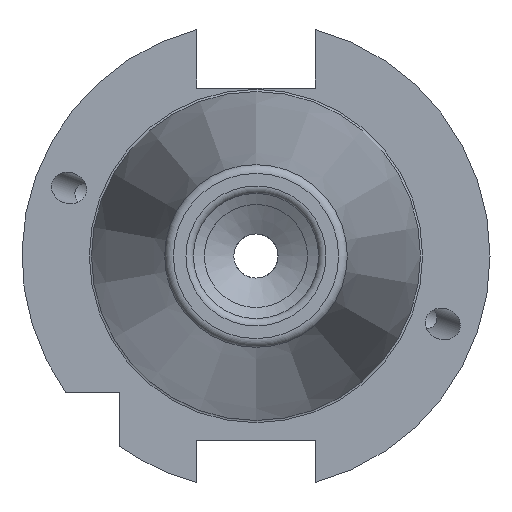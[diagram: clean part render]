
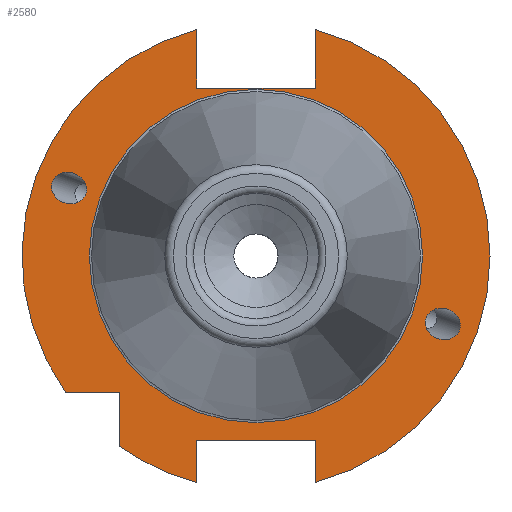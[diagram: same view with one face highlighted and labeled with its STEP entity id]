
A CAD part, left-side view. The second image highlights one B-rep face of the part: STEP entity #2580.
In plain terms, the highlighted planar face has unit normal (-1, 0, 0).
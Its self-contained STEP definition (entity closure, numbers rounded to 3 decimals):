
#714=CARTESIAN_POINT('',(3.2,-23.093,-8.405));
#715=VERTEX_POINT('',#714);
#716=CARTESIAN_POINT('',(3.2,-25.372,-9.235));
#717=DIRECTION('',(1.0,0.0,0.0));
#718=DIRECTION('',(0.0,-0.94,-0.342));
#719=AXIS2_PLACEMENT_3D('',#716,#717,#718);
#720=ELLIPSE('',#719,2.425,2.1);
#721=EDGE_CURVE('',#715,#715,#720,.T.);
#751=CARTESIAN_POINT('',(3.2,23.093,8.405));
#752=VERTEX_POINT('',#751);
#753=CARTESIAN_POINT('',(3.2,25.372,9.235));
#754=DIRECTION('',(1.0,0.0,0.0));
#755=DIRECTION('',(0.0,0.94,0.342));
#756=AXIS2_PLACEMENT_3D('',#753,#754,#755);
#757=ELLIPSE('',#756,2.425,2.1);
#758=EDGE_CURVE('',#752,#752,#757,.T.);
#1709=CARTESIAN_POINT('',(3.2,18.5,-18.5));
#1710=VERTEX_POINT('',#1709);
#1711=CARTESIAN_POINT('',(3.2,18.5,-25.834));
#1712=VERTEX_POINT('',#1711);
#1713=CARTESIAN_POINT('',(3.2,18.5,-18.5));
#1714=DIRECTION('',(0.0,0.0,-1.0));
#1715=VECTOR('',#1714,7.334);
#1716=LINE('',#1713,#1715);
#1717=EDGE_CURVE('',#1710,#1712,#1716,.T.);
#1832=CARTESIAN_POINT('',(3.2,25.834,-18.5));
#1833=VERTEX_POINT('',#1832);
#1834=CARTESIAN_POINT('',(3.2,25.834,-18.5));
#1835=DIRECTION('',(0.0,-1.0,0.0));
#1836=VECTOR('',#1835,7.334);
#1837=LINE('',#1834,#1836);
#1838=EDGE_CURVE('',#1833,#1710,#1837,.T.);
#1933=CARTESIAN_POINT('',(3.2,8.05,30.738));
#1934=VERTEX_POINT('',#1933);
#1935=CARTESIAN_POINT('',(3.2,0.0,0.));
#1936=DIRECTION('',(-1.0,0.0,0.));
#1937=DIRECTION('',(0.,0.0,1.0));
#1938=AXIS2_PLACEMENT_3D('',#1935,#1936,#1937);
#1939=CIRCLE('',#1938,31.775);
#1940=EDGE_CURVE('',#1934,#1833,#1939,.T.);
#2328=CARTESIAN_POINT('',(3.2,8.05,-25.0));
#2329=VERTEX_POINT('',#2328);
#2336=CARTESIAN_POINT('',(3.2,8.05,-30.738));
#2337=VERTEX_POINT('',#2336);
#2338=CARTESIAN_POINT('',(3.2,8.05,-30.738));
#2339=DIRECTION('',(0.0,0.0,1.0));
#2340=VECTOR('',#2339,5.738);
#2341=LINE('',#2338,#2340);
#2342=EDGE_CURVE('',#2337,#2329,#2341,.T.);
#2392=CARTESIAN_POINT('',(3.2,-8.05,-30.738));
#2393=VERTEX_POINT('',#2392);
#2400=CARTESIAN_POINT('',(3.2,-8.05,-25.0));
#2401=VERTEX_POINT('',#2400);
#2402=CARTESIAN_POINT('',(3.2,-8.05,-25.0));
#2403=DIRECTION('',(0.0,0.0,-1.0));
#2404=VECTOR('',#2403,5.738);
#2405=LINE('',#2402,#2404);
#2406=EDGE_CURVE('',#2401,#2393,#2405,.T.);
#2425=CARTESIAN_POINT('',(3.2,8.05,-25.0));
#2426=DIRECTION('',(0.0,-1.0,0.0));
#2427=VECTOR('',#2426,16.1);
#2428=LINE('',#2425,#2427);
#2429=EDGE_CURVE('',#2329,#2401,#2428,.T.);
#2512=CARTESIAN_POINT('',(3.2,0.0,27.233));
#2513=DIRECTION('',(-1.0,0.0,0.0));
#2514=DIRECTION('',(0.0,0.0,1.0));
#2515=AXIS2_PLACEMENT_3D('',#2512,#2513,#2514);
#2516=PLANE('',#2515);
#2517=ORIENTED_EDGE('',*,*,#1717,.T.);
#2518=CARTESIAN_POINT('',(3.2,0.0,0.));
#2519=DIRECTION('',(-1.0,0.0,0.));
#2520=DIRECTION('',(0.,0.0,1.0));
#2521=AXIS2_PLACEMENT_3D('',#2518,#2519,#2520);
#2522=CIRCLE('',#2521,31.775);
#2523=EDGE_CURVE('',#1712,#2337,#2522,.T.);
#2524=ORIENTED_EDGE('',*,*,#2523,.T.);
#2525=ORIENTED_EDGE('',*,*,#2342,.T.);
#2526=ORIENTED_EDGE('',*,*,#2429,.T.);
#2527=ORIENTED_EDGE('',*,*,#2406,.T.);
#2528=CARTESIAN_POINT('',(3.2,-8.05,30.738));
#2529=VERTEX_POINT('',#2528);
#2530=CARTESIAN_POINT('',(3.2,0.0,0.));
#2531=DIRECTION('',(-1.0,0.0,0.));
#2532=DIRECTION('',(0.,0.0,1.0));
#2533=AXIS2_PLACEMENT_3D('',#2530,#2531,#2532);
#2534=CIRCLE('',#2533,31.775);
#2535=EDGE_CURVE('',#2393,#2529,#2534,.T.);
#2536=ORIENTED_EDGE('',*,*,#2535,.T.);
#2537=CARTESIAN_POINT('',(3.2,-8.05,22.8));
#2538=VERTEX_POINT('',#2537);
#2539=CARTESIAN_POINT('',(3.2,-8.05,30.738));
#2540=DIRECTION('',(0.0,0.0,-1.0));
#2541=VECTOR('',#2540,7.938);
#2542=LINE('',#2539,#2541);
#2543=EDGE_CURVE('',#2529,#2538,#2542,.T.);
#2544=ORIENTED_EDGE('',*,*,#2543,.T.);
#2545=CARTESIAN_POINT('',(3.2,8.05,22.8));
#2546=VERTEX_POINT('',#2545);
#2547=CARTESIAN_POINT('',(3.2,-8.05,22.8));
#2548=DIRECTION('',(0.0,1.0,0.0));
#2549=VECTOR('',#2548,16.1);
#2550=LINE('',#2547,#2549);
#2551=EDGE_CURVE('',#2538,#2546,#2550,.T.);
#2552=ORIENTED_EDGE('',*,*,#2551,.T.);
#2553=CARTESIAN_POINT('',(3.2,8.05,22.8));
#2554=DIRECTION('',(0.0,0.0,1.0));
#2555=VECTOR('',#2554,7.938);
#2556=LINE('',#2553,#2555);
#2557=EDGE_CURVE('',#2546,#1934,#2556,.T.);
#2558=ORIENTED_EDGE('',*,*,#2557,.T.);
#2559=ORIENTED_EDGE('',*,*,#1940,.T.);
#2560=ORIENTED_EDGE('',*,*,#1838,.T.);
#2561=EDGE_LOOP('',(#2517,#2524,#2525,#2526,#2527,#2536,#2544,#2552,#2558,#2559,#2560));
#2562=FACE_OUTER_BOUND('',#2561,.T.);
#2563=ORIENTED_EDGE('',*,*,#721,.T.);
#2564=EDGE_LOOP('',(#2563));
#2565=FACE_BOUND('',#2564,.T.);
#2566=ORIENTED_EDGE('',*,*,#758,.T.);
#2567=EDGE_LOOP('',(#2566));
#2568=FACE_BOUND('',#2567,.T.);
#2569=CARTESIAN_POINT('',(3.2,22.625,0.0));
#2570=VERTEX_POINT('',#2569);
#2571=CARTESIAN_POINT('',(3.2,0.0,0.0));
#2572=DIRECTION('',(-1.0,0.0,0.0));
#2573=DIRECTION('',(0.0,1.0,0.0));
#2574=AXIS2_PLACEMENT_3D('',#2571,#2572,#2573);
#2575=CIRCLE('',#2574,22.625);
#2576=EDGE_CURVE('',#2570,#2570,#2575,.T.);
#2577=ORIENTED_EDGE('',*,*,#2576,.F.);
#2578=EDGE_LOOP('',(#2577));
#2579=FACE_BOUND('',#2578,.T.);
#2580=ADVANCED_FACE('',(#2562,#2565,#2568,#2579),#2516,.T.);
